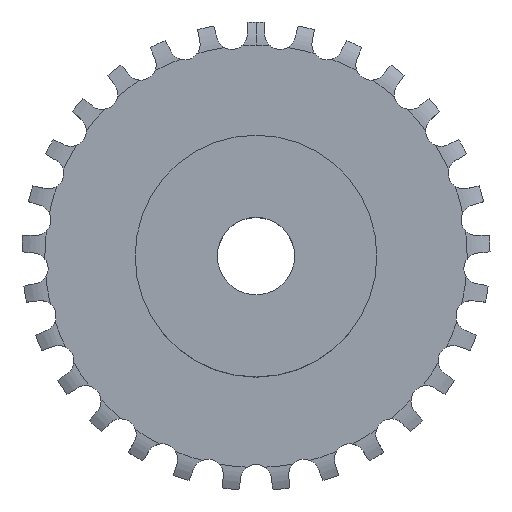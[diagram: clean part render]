
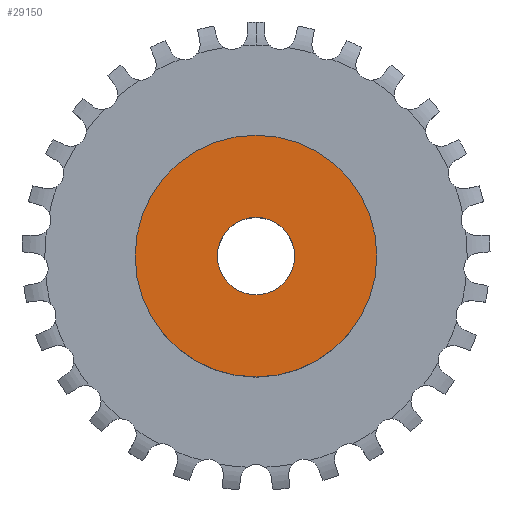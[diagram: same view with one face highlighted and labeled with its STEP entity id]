
A CAD part, top view. The second image highlights one B-rep face of the part: STEP entity #29150.
In plain terms, the highlighted planar face has unit normal (0, 0, 1).
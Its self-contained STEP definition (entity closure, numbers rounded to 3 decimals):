
#4771 = CYLINDRICAL_SURFACE('',#4772,4.);
#4772 = AXIS2_PLACEMENT_3D('',#4773,#4774,#4775);
#4773 = CARTESIAN_POINT('',(0.,0.,5000.));
#4774 = DIRECTION('',(0.,0.,1.));
#4775 = DIRECTION('',(1.,0.,-0.));
#8528 = CYLINDRICAL_SURFACE('',#8529,12.5);
#8529 = AXIS2_PLACEMENT_3D('',#8530,#8531,#8532);
#8530 = CARTESIAN_POINT('',(0.,0.,0.));
#8531 = DIRECTION('',(-0.,-0.,-1.));
#8532 = DIRECTION('',(1.,0.,0.));
#23863 = EDGE_CURVE('',#23864,#23864,#23866,.T.);
#23864 = VERTEX_POINT('',#23865);
#23865 = CARTESIAN_POINT('',(4.,0.,13.85));
#23866 = SURFACE_CURVE('',#23867,(#23872,#23879),.PCURVE_S1.);
#23867 = CIRCLE('',#23868,4.);
#23868 = AXIS2_PLACEMENT_3D('',#23869,#23870,#23871);
#23869 = CARTESIAN_POINT('',(0.,0.,13.85));
#23870 = DIRECTION('',(0.,0.,1.));
#23871 = DIRECTION('',(1.,0.,-0.));
#23872 = PCURVE('',#4771,#23873);
#23873 = DEFINITIONAL_REPRESENTATION('',(#23874),#23878);
#23874 = LINE('',#23875,#23876);
#23875 = CARTESIAN_POINT('',(0.,-4986.15));
#23876 = VECTOR('',#23877,1.);
#23877 = DIRECTION('',(1.,0.));
#23878 = ( GEOMETRIC_REPRESENTATION_CONTEXT(2) 
PARAMETRIC_REPRESENTATION_CONTEXT() REPRESENTATION_CONTEXT('2D SPACE',''
  ) );
#23879 = PCURVE('',#23880,#23885);
#23880 = PLANE('',#23881);
#23881 = AXIS2_PLACEMENT_3D('',#23882,#23883,#23884);
#23882 = CARTESIAN_POINT('',(0.,0.,13.85));
#23883 = DIRECTION('',(-0.,0.,1.));
#23884 = DIRECTION('',(0.,-1.,0.));
#23885 = DEFINITIONAL_REPRESENTATION('',(#23886),#23890);
#23886 = CIRCLE('',#23887,4.);
#23887 = AXIS2_PLACEMENT_2D('',#23888,#23889);
#23888 = CARTESIAN_POINT('',(0.,0.));
#23889 = DIRECTION('',(0.,1.));
#23890 = ( GEOMETRIC_REPRESENTATION_CONTEXT(2) 
PARAMETRIC_REPRESENTATION_CONTEXT() REPRESENTATION_CONTEXT('2D SPACE',''
  ) );
#27335 = VERTEX_POINT('',#27336);
#27336 = CARTESIAN_POINT('',(12.5,0.,13.85));
#27357 = EDGE_CURVE('',#27335,#27335,#27358,.T.);
#27358 = SURFACE_CURVE('',#27359,(#27364,#27371),.PCURVE_S1.);
#27359 = CIRCLE('',#27360,12.5);
#27360 = AXIS2_PLACEMENT_3D('',#27361,#27362,#27363);
#27361 = CARTESIAN_POINT('',(0.,0.,13.85));
#27362 = DIRECTION('',(0.,0.,1.));
#27363 = DIRECTION('',(1.,0.,0.));
#27364 = PCURVE('',#8528,#27365);
#27365 = DEFINITIONAL_REPRESENTATION('',(#27366),#27370);
#27366 = LINE('',#27367,#27368);
#27367 = CARTESIAN_POINT('',(-0.,-13.85));
#27368 = VECTOR('',#27369,1.);
#27369 = DIRECTION('',(-1.,0.));
#27370 = ( GEOMETRIC_REPRESENTATION_CONTEXT(2) 
PARAMETRIC_REPRESENTATION_CONTEXT() REPRESENTATION_CONTEXT('2D SPACE',''
  ) );
#27371 = PCURVE('',#23880,#27372);
#27372 = DEFINITIONAL_REPRESENTATION('',(#27373),#27377);
#27373 = CIRCLE('',#27374,12.5);
#27374 = AXIS2_PLACEMENT_2D('',#27375,#27376);
#27375 = CARTESIAN_POINT('',(0.,0.));
#27376 = DIRECTION('',(0.,1.));
#27377 = ( GEOMETRIC_REPRESENTATION_CONTEXT(2) 
PARAMETRIC_REPRESENTATION_CONTEXT() REPRESENTATION_CONTEXT('2D SPACE',''
  ) );
#29150 = ADVANCED_FACE('',(#29151,#29154),#23880,.T.);
#29151 = FACE_BOUND('',#29152,.T.);
#29152 = EDGE_LOOP('',(#29153));
#29153 = ORIENTED_EDGE('',*,*,#27357,.T.);
#29154 = FACE_BOUND('',#29155,.T.);
#29155 = EDGE_LOOP('',(#29156));
#29156 = ORIENTED_EDGE('',*,*,#23863,.F.);
